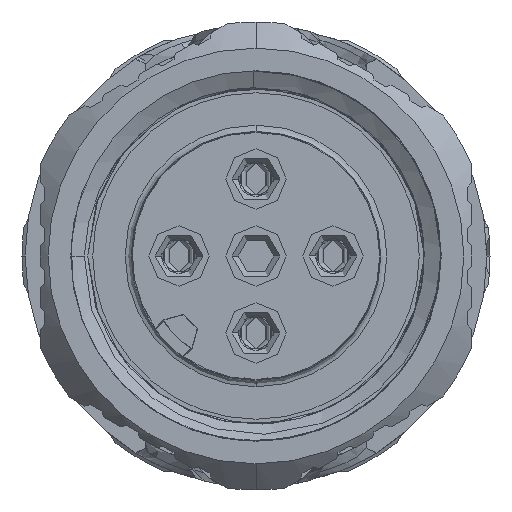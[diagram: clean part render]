
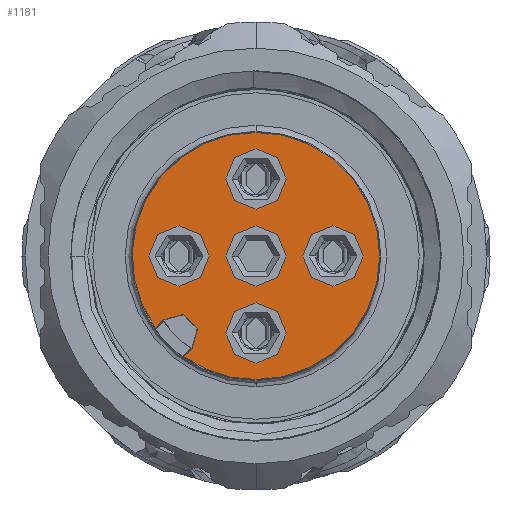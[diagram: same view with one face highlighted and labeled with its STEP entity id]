
A CAD part, front view. The second image highlights one B-rep face of the part: STEP entity #1181.
In plain terms, the highlighted planar face has unit normal (0, -1, 0).
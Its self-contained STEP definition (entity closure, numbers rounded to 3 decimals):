
#190=FACE_BOUND('',#3001,.T.);
#191=FACE_BOUND('',#3002,.T.);
#192=FACE_BOUND('',#3003,.T.);
#193=FACE_BOUND('',#3004,.T.);
#194=FACE_BOUND('',#3005,.T.);
#195=FACE_BOUND('',#3006,.T.);
#667=CIRCLE('',#13041,0.652);
#668=CIRCLE('',#13043,0.98);
#669=CIRCLE('',#13045,0.98);
#670=CIRCLE('',#13047,0.98);
#671=CIRCLE('',#13049,0.98);
#672=CIRCLE('',#13051,0.98);
#673=CIRCLE('',#13053,0.98);
#674=CIRCLE('',#13055,0.98);
#675=CIRCLE('',#13057,0.98);
#676=CIRCLE('',#13059,0.98);
#677=CIRCLE('',#13061,0.98);
#680=CIRCLE('',#13066,4.02);
#681=CIRCLE('',#13067,4.02);
#682=CIRCLE('',#13068,4.02);
#1181=ADVANCED_FACE('',(#190,#191,#192,#193,#194,#195),#1790,.F.);
#1790=PLANE('',#13069);
#3001=EDGE_LOOP('',(#7081,#7082));
#3002=EDGE_LOOP('',(#7083,#7084));
#3003=EDGE_LOOP('',(#7085,#7086));
#3004=EDGE_LOOP('',(#7087,#7088));
#3005=EDGE_LOOP('',(#7089,#7090));
#3006=EDGE_LOOP('',(#7091,#7092,#7093,#7094,#7095,#7096));
#4445=LINE('',#16426,#5032);
#4448=LINE('',#16449,#5035);
#5032=VECTOR('',#13723,1.);
#5035=VECTOR('',#13730,1.);
#7081=ORIENTED_EDGE('',*,*,#11469,.F.);
#7082=ORIENTED_EDGE('',*,*,#11468,.F.);
#7083=ORIENTED_EDGE('',*,*,#11465,.F.);
#7084=ORIENTED_EDGE('',*,*,#11464,.F.);
#7085=ORIENTED_EDGE('',*,*,#11461,.F.);
#7086=ORIENTED_EDGE('',*,*,#11460,.F.);
#7087=ORIENTED_EDGE('',*,*,#11457,.F.);
#7088=ORIENTED_EDGE('',*,*,#11456,.F.);
#7089=ORIENTED_EDGE('',*,*,#11453,.F.);
#7090=ORIENTED_EDGE('',*,*,#11452,.F.);
#7091=ORIENTED_EDGE('',*,*,#11472,.F.);
#7092=ORIENTED_EDGE('',*,*,#11473,.T.);
#7093=ORIENTED_EDGE('',*,*,#11474,.F.);
#7094=ORIENTED_EDGE('',*,*,#10725,.F.);
#7095=ORIENTED_EDGE('',*,*,#11449,.F.);
#7096=ORIENTED_EDGE('',*,*,#10731,.F.);
#9468=VERTEX_POINT('',#16425);
#9469=VERTEX_POINT('',#16427);
#9474=VERTEX_POINT('',#16448);
#9475=VERTEX_POINT('',#16450);
#9953=VERTEX_POINT('',#25597);
#9954=VERTEX_POINT('',#25599);
#9955=VERTEX_POINT('',#25605);
#9956=VERTEX_POINT('',#25607);
#9957=VERTEX_POINT('',#25613);
#9958=VERTEX_POINT('',#25615);
#9959=VERTEX_POINT('',#25621);
#9960=VERTEX_POINT('',#25623);
#9961=VERTEX_POINT('',#25629);
#9962=VERTEX_POINT('',#25631);
#9963=VERTEX_POINT('',#25640);
#9964=VERTEX_POINT('',#25642);
#10725=EDGE_CURVE('',#9468,#9469,#4445,.T.);
#10731=EDGE_CURVE('',#9474,#9475,#4448,.T.);
#11449=EDGE_CURVE('',#9475,#9468,#667,.T.);
#11452=EDGE_CURVE('',#9954,#9953,#668,.T.);
#11453=EDGE_CURVE('',#9953,#9954,#669,.T.);
#11456=EDGE_CURVE('',#9956,#9955,#670,.T.);
#11457=EDGE_CURVE('',#9955,#9956,#671,.T.);
#11460=EDGE_CURVE('',#9958,#9957,#672,.T.);
#11461=EDGE_CURVE('',#9957,#9958,#673,.T.);
#11464=EDGE_CURVE('',#9960,#9959,#674,.T.);
#11465=EDGE_CURVE('',#9959,#9960,#675,.T.);
#11468=EDGE_CURVE('',#9962,#9961,#676,.T.);
#11469=EDGE_CURVE('',#9961,#9962,#677,.T.);
#11472=EDGE_CURVE('',#9963,#9474,#680,.T.);
#11473=EDGE_CURVE('',#9963,#9964,#681,.T.);
#11474=EDGE_CURVE('',#9469,#9964,#682,.T.);
#13041=AXIS2_PLACEMENT_3D('',#25594,#14685,#14686);
#13043=AXIS2_PLACEMENT_3D('',#25600,#14691,#14692);
#13045=AXIS2_PLACEMENT_3D('',#25602,#14695,#14696);
#13047=AXIS2_PLACEMENT_3D('',#25608,#14701,#14702);
#13049=AXIS2_PLACEMENT_3D('',#25610,#14705,#14706);
#13051=AXIS2_PLACEMENT_3D('',#25616,#14711,#14712);
#13053=AXIS2_PLACEMENT_3D('',#25618,#14715,#14716);
#13055=AXIS2_PLACEMENT_3D('',#25624,#14721,#14722);
#13057=AXIS2_PLACEMENT_3D('',#25626,#14725,#14726);
#13059=AXIS2_PLACEMENT_3D('',#25632,#14731,#14732);
#13061=AXIS2_PLACEMENT_3D('',#25634,#14735,#14736);
#13066=AXIS2_PLACEMENT_3D('',#25639,#14745,#14746);
#13067=AXIS2_PLACEMENT_3D('',#25641,#14747,#14748);
#13068=AXIS2_PLACEMENT_3D('',#25643,#14749,#14750);
#13069=AXIS2_PLACEMENT_3D('',#25644,#14751,#14752);
#13723=DIRECTION('',(-0.707,0.,-0.707));
#13730=DIRECTION('',(0.707,0.,0.707));
#14685=DIRECTION('',(0.,-1.,0.));
#14686=DIRECTION('',(0.707,0.,-0.707));
#14691=DIRECTION('',(0.,-1.,0.));
#14692=DIRECTION('',(-1.,0.,0.));
#14695=DIRECTION('',(0.,-1.,0.));
#14696=DIRECTION('',(1.,0.,0.));
#14701=DIRECTION('',(0.,-1.,0.));
#14702=DIRECTION('',(-1.,0.,0.));
#14705=DIRECTION('',(0.,-1.,0.));
#14706=DIRECTION('',(1.,0.,0.));
#14711=DIRECTION('',(0.,-1.,0.));
#14712=DIRECTION('',(-1.,0.,0.));
#14715=DIRECTION('',(0.,-1.,0.));
#14716=DIRECTION('',(1.,0.,0.));
#14721=DIRECTION('',(0.,-1.,0.));
#14722=DIRECTION('',(-1.,0.,0.));
#14725=DIRECTION('',(0.,-1.,0.));
#14726=DIRECTION('',(1.,0.,0.));
#14731=DIRECTION('',(0.,-1.,0.));
#14732=DIRECTION('',(1.,0.,0.));
#14735=DIRECTION('',(0.,-1.,0.));
#14736=DIRECTION('',(-1.,0.,0.));
#14745=DIRECTION('',(0.,1.,0.));
#14746=DIRECTION('',(0.,0.,-1.));
#14747=DIRECTION('',(0.,-1.,0.));
#14748=DIRECTION('',(0.,0.,-1.));
#14749=DIRECTION('',(0.,1.,0.));
#14750=DIRECTION('',(-0.812,0.,-0.583));
#14751=DIRECTION('',(0.,1.,0.));
#14752=DIRECTION('',(0.,0.,-1.));
#16425=CARTESIAN_POINT('',(-2.989,-121.8,-2.067));
#16426=CARTESIAN_POINT('',(-2.989,-121.8,-2.067));
#16427=CARTESIAN_POINT('',(-3.266,-121.8,-2.344));
#16448=CARTESIAN_POINT('',(-2.344,-121.8,-3.266));
#16449=CARTESIAN_POINT('',(-2.344,-121.8,-3.266));
#16450=CARTESIAN_POINT('',(-2.067,-121.8,-2.989));
#25594=CARTESIAN_POINT('',(-2.528,-121.8,-2.528));
#25597=CARTESIAN_POINT('',(0.98,-121.8,-2.5));
#25599=CARTESIAN_POINT('',(-0.98,-121.8,-2.5));
#25600=CARTESIAN_POINT('',(0.,-121.8,-2.5));
#25602=CARTESIAN_POINT('',(0.,-121.8,-2.5));
#25605=CARTESIAN_POINT('',(-1.52,-121.8,0.));
#25607=CARTESIAN_POINT('',(-3.48,-121.8,0.));
#25608=CARTESIAN_POINT('',(-2.5,-121.8,0.));
#25610=CARTESIAN_POINT('',(-2.5,-121.8,0.));
#25613=CARTESIAN_POINT('',(0.98,-121.8,2.5));
#25615=CARTESIAN_POINT('',(-0.98,-121.8,2.5));
#25616=CARTESIAN_POINT('',(0.,-121.8,2.5));
#25618=CARTESIAN_POINT('',(0.,-121.8,2.5));
#25621=CARTESIAN_POINT('',(3.48,-121.8,0.));
#25623=CARTESIAN_POINT('',(1.52,-121.8,0.));
#25624=CARTESIAN_POINT('',(2.5,-121.8,0.));
#25626=CARTESIAN_POINT('',(2.5,-121.8,0.));
#25629=CARTESIAN_POINT('',(-0.98,-121.8,0.));
#25631=CARTESIAN_POINT('',(0.98,-121.8,0.));
#25632=CARTESIAN_POINT('',(0.,-121.8,0.));
#25634=CARTESIAN_POINT('',(0.,-121.8,0.));
#25639=CARTESIAN_POINT('',(0.,-121.8,0.));
#25640=CARTESIAN_POINT('',(0.,-121.8,-4.02));
#25641=CARTESIAN_POINT('',(0.,-121.8,0.));
#25642=CARTESIAN_POINT('',(0.,-121.8,4.02));
#25643=CARTESIAN_POINT('',(0.,-121.8,0.));
#25644=CARTESIAN_POINT('',(0.,-121.8,0.));
